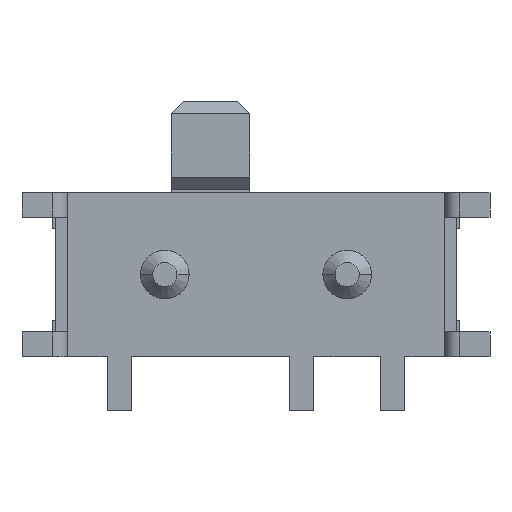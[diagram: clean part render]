
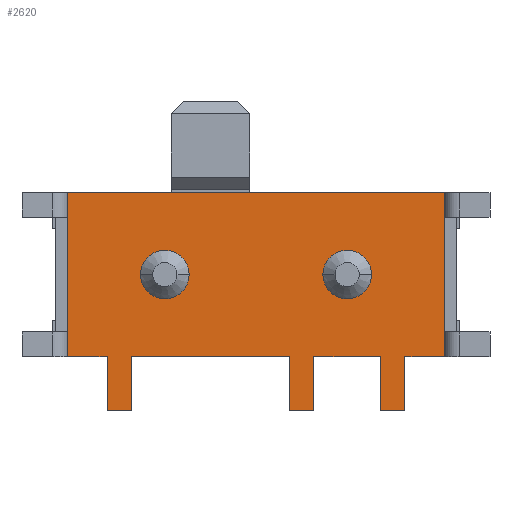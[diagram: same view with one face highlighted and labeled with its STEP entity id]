
A CAD part, front view. The second image highlights one B-rep face of the part: STEP entity #2620.
In plain terms, the highlighted planar face has unit normal (0, -1, 0).
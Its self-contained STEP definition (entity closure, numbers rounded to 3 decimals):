
#146=DIRECTION('',(1.,0.,0.));
#147=VECTOR('',#146,6.2);
#148=CARTESIAN_POINT('',(-3.1,0.,0.));
#149=LINE('',#148,#147);
#462=DIRECTION('',(1.,0.,0.));
#463=VECTOR('',#462,0.65);
#464=CARTESIAN_POINT('',(2.45,0.,-2.7));
#465=LINE('',#464,#463);
#610=DIRECTION('',(1.,0.,0.));
#611=VECTOR('',#610,0.65);
#612=CARTESIAN_POINT('',(-3.1,0.,-2.7));
#613=LINE('',#612,#611);
#626=DIRECTION('',(1.,0.,0.));
#627=VECTOR('',#626,2.6);
#628=CARTESIAN_POINT('',(-2.05,0.,-2.7));
#629=LINE('',#628,#627);
#642=DIRECTION('',(1.,0.,0.));
#643=VECTOR('',#642,1.1);
#644=CARTESIAN_POINT('',(0.95,0.,-2.7));
#645=LINE('',#644,#643);
#654=DIRECTION('',(0.,0.,-1.));
#655=VECTOR('',#654,0.889);
#656=CARTESIAN_POINT('',(2.45,0.,-2.7));
#657=LINE('',#656,#655);
#666=CARTESIAN_POINT('',(-1.5,0.,-1.35));
#667=DIRECTION('',(0.,-1.,0.));
#668=DIRECTION('',(1.,0.,0.));
#669=AXIS2_PLACEMENT_3D('',#666,#667,#668);
#671=CARTESIAN_POINT('',(-1.5,0.,-1.35));
#672=DIRECTION('',(0.,-1.,0.));
#673=DIRECTION('',(-1.,0.,0.));
#674=AXIS2_PLACEMENT_3D('',#671,#672,#673);
#676=CARTESIAN_POINT('',(1.5,0.,-1.35));
#677=DIRECTION('',(0.,-1.,0.));
#678=DIRECTION('',(1.,0.,0.));
#679=AXIS2_PLACEMENT_3D('',#676,#677,#678);
#681=CARTESIAN_POINT('',(1.5,0.,-1.35));
#682=DIRECTION('',(0.,-1.,0.));
#683=DIRECTION('',(-1.,0.,0.));
#684=AXIS2_PLACEMENT_3D('',#681,#682,#683);
#686=DIRECTION('',(0.,0.,-1.));
#687=VECTOR('',#686,0.889);
#688=CARTESIAN_POINT('',(0.55,0.,-2.7));
#689=LINE('',#688,#687);
#690=DIRECTION('',(0.,0.,-1.));
#691=VECTOR('',#690,0.889);
#692=CARTESIAN_POINT('',(-2.45,0.,-2.7));
#693=LINE('',#692,#691);
#694=DIRECTION('',(0.,0.,-1.));
#695=VECTOR('',#694,2.7);
#696=CARTESIAN_POINT('',(-3.1,0.,0.));
#697=LINE('',#696,#695);
#698=DIRECTION('',(0.,0.,-1.));
#699=VECTOR('',#698,0.889);
#700=CARTESIAN_POINT('',(2.05,0.,-2.7));
#701=LINE('',#700,#699);
#774=DIRECTION('',(0.,0.,-1.));
#775=VECTOR('',#774,0.889);
#776=CARTESIAN_POINT('',(0.95,0.,-2.7));
#777=LINE('',#776,#775);
#786=DIRECTION('',(1.,0.,0.));
#787=VECTOR('',#786,0.4);
#788=CARTESIAN_POINT('',(2.05,0.,-3.589));
#789=LINE('',#788,#787);
#802=DIRECTION('',(1.,0.,0.));
#803=VECTOR('',#802,0.4);
#804=CARTESIAN_POINT('',(0.55,0.,-3.589));
#805=LINE('',#804,#803);
#818=DIRECTION('',(1.,0.,0.));
#819=VECTOR('',#818,0.4);
#820=CARTESIAN_POINT('',(-2.45,0.,-3.589));
#821=LINE('',#820,#819);
#834=DIRECTION('',(0.,0.,-1.));
#835=VECTOR('',#834,0.889);
#836=CARTESIAN_POINT('',(-2.05,0.,-2.7));
#837=LINE('',#836,#835);
#862=DIRECTION('',(0.,0.,-1.));
#863=VECTOR('',#862,2.7);
#864=CARTESIAN_POINT('',(3.1,0.,0.));
#865=LINE('',#864,#863);
#1414=CARTESIAN_POINT('',(-3.1,0.,0.));
#1415=CARTESIAN_POINT('',(3.1,0.,0.));
#1416=VERTEX_POINT('',#1414);
#1417=VERTEX_POINT('',#1415);
#1474=CARTESIAN_POINT('',(-3.1,0.,-2.7));
#1475=VERTEX_POINT('',#1474);
#1476=CARTESIAN_POINT('',(3.1,0.,-2.7));
#1477=VERTEX_POINT('',#1476);
#1750=CARTESIAN_POINT('',(-1.1,0.,-1.35));
#1751=CARTESIAN_POINT('',(-1.9,0.,-1.35));
#1752=VERTEX_POINT('',#1750);
#1753=VERTEX_POINT('',#1751);
#1754=CARTESIAN_POINT('',(1.9,0.,-1.35));
#1755=CARTESIAN_POINT('',(1.1,0.,-1.35));
#1756=VERTEX_POINT('',#1754);
#1757=VERTEX_POINT('',#1755);
#1758=CARTESIAN_POINT('',(2.05,0.,-3.589));
#1759=CARTESIAN_POINT('',(2.45,0.,-3.589));
#1760=VERTEX_POINT('',#1758);
#1761=VERTEX_POINT('',#1759);
#1766=CARTESIAN_POINT('',(0.55,0.,-3.589));
#1767=CARTESIAN_POINT('',(0.95,0.,-3.589));
#1768=VERTEX_POINT('',#1766);
#1769=VERTEX_POINT('',#1767);
#1774=CARTESIAN_POINT('',(-2.45,0.,-3.589));
#1775=CARTESIAN_POINT('',(-2.05,0.,-3.589));
#1776=VERTEX_POINT('',#1774);
#1777=VERTEX_POINT('',#1775);
#1782=CARTESIAN_POINT('',(2.45,0.,-2.7));
#1784=VERTEX_POINT('',#1782);
#1788=CARTESIAN_POINT('',(2.05,0.,-2.7));
#1789=VERTEX_POINT('',#1788);
#1790=CARTESIAN_POINT('',(0.95,0.,-2.7));
#1792=VERTEX_POINT('',#1790);
#1796=CARTESIAN_POINT('',(0.55,0.,-2.7));
#1797=VERTEX_POINT('',#1796);
#1798=CARTESIAN_POINT('',(-2.05,0.,-2.7));
#1800=VERTEX_POINT('',#1798);
#1804=CARTESIAN_POINT('',(-2.45,0.,-2.7));
#1805=VERTEX_POINT('',#1804);
#2577=CARTESIAN_POINT('',(-3.1,0.,0.));
#2578=DIRECTION('',(0.,-1.,0.));
#2579=DIRECTION('',(1.,0.,0.));
#2580=AXIS2_PLACEMENT_3D('',#2577,#2578,#2579);
#2581=PLANE('',#2580);
#2582=ORIENTED_EDGE('',*,*,#2525,.F.);
#2584=ORIENTED_EDGE('',*,*,#2583,.T.);
#2586=ORIENTED_EDGE('',*,*,#2585,.F.);
#2588=ORIENTED_EDGE('',*,*,#2587,.F.);
#2589=ORIENTED_EDGE('',*,*,#2517,.F.);
#2591=ORIENTED_EDGE('',*,*,#2590,.T.);
#2593=ORIENTED_EDGE('',*,*,#2592,.F.);
#2595=ORIENTED_EDGE('',*,*,#2594,.F.);
#2596=ORIENTED_EDGE('',*,*,#2509,.F.);
#2597=ORIENTED_EDGE('',*,*,#1987,.F.);
#2598=ORIENTED_EDGE('',*,*,#1929,.T.);
#2600=ORIENTED_EDGE('',*,*,#2599,.T.);
#2601=ORIENTED_EDGE('',*,*,#2449,.F.);
#2602=ORIENTED_EDGE('',*,*,#2544,.T.);
#2604=ORIENTED_EDGE('',*,*,#2603,.F.);
#2605=ORIENTED_EDGE('',*,*,#2569,.F.);
#2606=EDGE_LOOP('',(#2582,#2584,#2586,#2588,#2589,#2591,#2593,#2595,#2596,#2597,
#2598,#2600,#2601,#2602,#2604,#2605));
#2607=FACE_OUTER_BOUND('',#2606,.F.);
#2609=ORIENTED_EDGE('',*,*,#2608,.T.);
#2611=ORIENTED_EDGE('',*,*,#2610,.T.);
#2612=EDGE_LOOP('',(#2609,#2611));
#2613=FACE_BOUND('',#2612,.F.);
#2615=ORIENTED_EDGE('',*,*,#2614,.T.);
#2617=ORIENTED_EDGE('',*,*,#2616,.T.);
#2618=EDGE_LOOP('',(#2615,#2617));
#2619=FACE_BOUND('',#2618,.F.);
#670=CIRCLE('',#669,0.4);
#675=CIRCLE('',#674,0.4);
#680=CIRCLE('',#679,0.4);
#685=CIRCLE('',#684,0.4);
#1929=EDGE_CURVE('',#1416,#1417,#149,.T.);
#1987=EDGE_CURVE('',#1416,#1475,#697,.T.);
#2449=EDGE_CURVE('',#1784,#1477,#465,.T.);
#2509=EDGE_CURVE('',#1475,#1805,#613,.T.);
#2517=EDGE_CURVE('',#1800,#1797,#629,.T.);
#2525=EDGE_CURVE('',#1792,#1789,#645,.T.);
#2544=EDGE_CURVE('',#1784,#1761,#657,.T.);
#2569=EDGE_CURVE('',#1789,#1760,#701,.T.);
#2583=EDGE_CURVE('',#1792,#1769,#777,.T.);
#2585=EDGE_CURVE('',#1768,#1769,#805,.T.);
#2587=EDGE_CURVE('',#1797,#1768,#689,.T.);
#2590=EDGE_CURVE('',#1800,#1777,#837,.T.);
#2592=EDGE_CURVE('',#1776,#1777,#821,.T.);
#2594=EDGE_CURVE('',#1805,#1776,#693,.T.);
#2599=EDGE_CURVE('',#1417,#1477,#865,.T.);
#2603=EDGE_CURVE('',#1760,#1761,#789,.T.);
#2608=EDGE_CURVE('',#1756,#1757,#680,.T.);
#2610=EDGE_CURVE('',#1757,#1756,#685,.T.);
#2614=EDGE_CURVE('',#1752,#1753,#670,.T.);
#2616=EDGE_CURVE('',#1753,#1752,#675,.T.);
#2620=ADVANCED_FACE('',(#2607,#2613,#2619),#2581,.T.);
